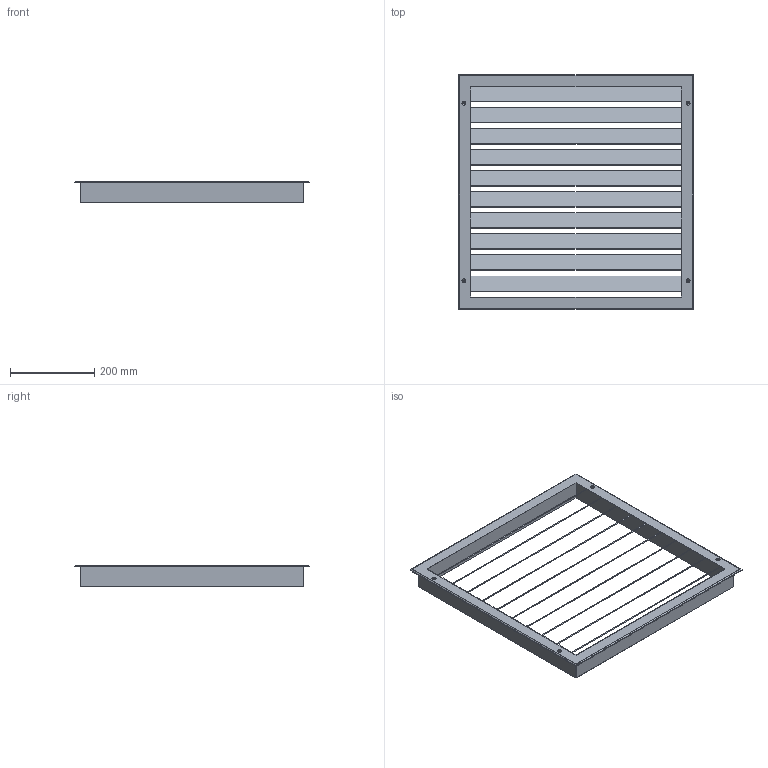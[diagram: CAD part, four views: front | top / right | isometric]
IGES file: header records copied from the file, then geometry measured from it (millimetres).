
Start section: SolidWorks IGES file using analytic representation for surfaces
Global section: file name: MLZ-50.IGS; native system: SolidWorks 2021; preprocessor: SolidWorks 2021; author: Qube3-CAD; date: 221012.184737; units: millimetre
Bounding box: 557 x 557 x 52 mm (x, y, z)
Surface area: 1069632.5 mm2 (no closed solid volume)
Topology: 0 solids, 0 shells, 142 faces, 1574 edges, 1556 vertices
Faces by surface type: bspline 72, revolution 70
